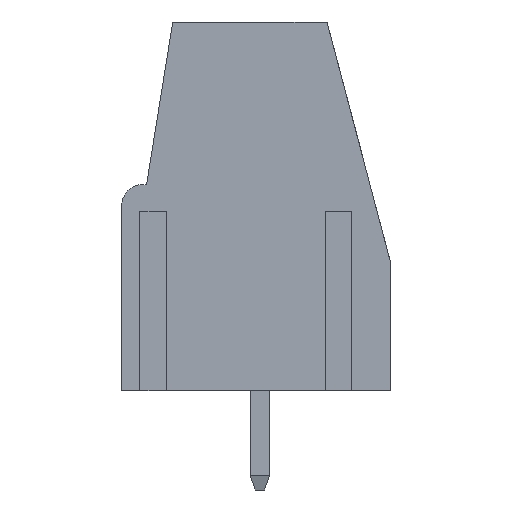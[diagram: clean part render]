
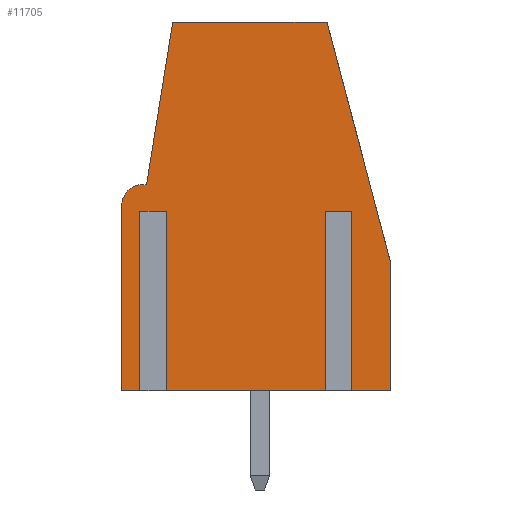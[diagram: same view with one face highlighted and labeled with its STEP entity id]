
A CAD part, left-side view. The second image highlights one B-rep face of the part: STEP entity #11705.
In plain terms, the highlighted planar face has unit normal (-1, 0, 0).
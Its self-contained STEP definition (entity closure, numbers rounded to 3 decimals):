
#81 = ORIENTED_EDGE ( 'NONE', *, *, #6865, .T. ) ;
#90 = CARTESIAN_POINT ( 'NONE',  ( -17.5, 4.6, 6.9 ) ) ;
#205 = DIRECTION ( 'NONE',  ( 0., 0., -1. ) ) ;
#365 = CARTESIAN_POINT ( 'NONE',  ( -17.5, -2.5, 6.9 ) ) ;
#431 = LINE ( 'NONE', #9968, #7943 ) ;
#495 = LINE ( 'NONE', #4159, #11178 ) ;
#585 = CARTESIAN_POINT ( 'NONE',  ( -17.5, 5.3, 0. ) ) ;
#592 = VERTEX_POINT ( 'NONE', #90 ) ;
#679 = AXIS2_PLACEMENT_3D ( 'NONE', #3588, #14322, #5945 ) ;
#786 = ORIENTED_EDGE ( 'NONE', *, *, #13535, .T. ) ;
#1124 = CARTESIAN_POINT ( 'NONE',  ( -17.5, 5.3, 14.15 ) ) ;
#1263 = CARTESIAN_POINT ( 'NONE',  ( -17.5, 5.3, 0. ) ) ;
#1417 = CARTESIAN_POINT ( 'NONE',  ( -17.5, -5., 4.978 ) ) ;
#1443 = VERTEX_POINT ( 'NONE', #13146 ) ;
#1537 = VERTEX_POINT ( 'NONE', #585 ) ;
#1620 = CARTESIAN_POINT ( 'NONE',  ( -17.5, 3.6, 0. ) ) ;
#1684 = VECTOR ( 'NONE', #15152, 1000. ) ;
#1694 = LINE ( 'NONE', #10146, #1684 ) ;
#1723 = CARTESIAN_POINT ( 'NONE',  ( -17.5, -5., 0. ) ) ;
#1788 = CARTESIAN_POINT ( 'NONE',  ( -17.5, 5.3, 14.15 ) ) ;
#1802 = CARTESIAN_POINT ( 'NONE',  ( -17.5, -2.5, 6.9 ) ) ;
#1815 = EDGE_CURVE ( 'NONE', #5164, #2438, #15522, .T. ) ;
#1854 = VERTEX_POINT ( 'NONE', #1417 ) ;
#1969 = VECTOR ( 'NONE', #14941, 1000. ) ;
#2322 = DIRECTION ( 'NONE',  ( 0., 0.255, 0.967 ) ) ;
#2438 = VERTEX_POINT ( 'NONE', #5013 ) ;
#2748 = ORIENTED_EDGE ( 'NONE', *, *, #11568, .F. ) ;
#2807 = ORIENTED_EDGE ( 'NONE', *, *, #13269, .F. ) ;
#2948 = VECTOR ( 'NONE', #4993, 1000. ) ;
#3112 = CIRCLE ( 'NONE', #679, 0.8 ) ;
#3324 = EDGE_CURVE ( 'NONE', #5495, #1537, #12013, .T. ) ;
#3502 = DIRECTION ( 'NONE',  ( 0., 0., -1. ) ) ;
#3533 = CARTESIAN_POINT ( 'NONE',  ( -17.5, -3.5, 6.9 ) ) ;
#3588 = CARTESIAN_POINT ( 'NONE',  ( -17.5, 4.5, 7.113 ) ) ;
#4017 = EDGE_CURVE ( 'NONE', #10865, #5177, #6013, .T. ) ;
#4159 = CARTESIAN_POINT ( 'NONE',  ( -17.5, 5.3, 0. ) ) ;
#4333 = VERTEX_POINT ( 'NONE', #9899 ) ;
#4414 = CARTESIAN_POINT ( 'NONE',  ( -17.5, 4.5, 7.913 ) ) ;
#4817 = EDGE_LOOP ( 'NONE', ( #12139, #81, #12171, #11825, #2807, #8482, #6782, #9176, #786, #11465, #13742, #8867, #14043, #14243, #6514, #2748 ) ) ;
#4925 = CARTESIAN_POINT ( 'NONE',  ( -17.5, -3.5, 0. ) ) ;
#4965 = EDGE_CURVE ( 'NONE', #10865, #5268, #15329, .T. ) ;
#4993 = DIRECTION ( 'NONE',  ( 0., 0., -1. ) ) ;
#5013 = CARTESIAN_POINT ( 'NONE',  ( -17.5, -2.5, 0. ) ) ;
#5154 = DIRECTION ( 'NONE',  ( 0., 1., 0. ) ) ;
#5164 = VERTEX_POINT ( 'NONE', #1620 ) ;
#5177 = VERTEX_POINT ( 'NONE', #5203 ) ;
#5203 = CARTESIAN_POINT ( 'NONE',  ( -17.5, -2.576, 14.15 ) ) ;
#5268 = VERTEX_POINT ( 'NONE', #7370 ) ;
#5291 = DIRECTION ( 'NONE',  ( 0., 1., 0. ) ) ;
#5422 = VERTEX_POINT ( 'NONE', #365 ) ;
#5444 = CARTESIAN_POINT ( 'NONE',  ( -17.5, 3.346, 14.15 ) ) ;
#5451 = DIRECTION ( 'NONE',  ( 0., 0.159, -0.987 ) ) ;
#5495 = VERTEX_POINT ( 'NONE', #9014 ) ;
#5841 = LINE ( 'NONE', #15507, #11462 ) ;
#5899 = EDGE_CURVE ( 'NONE', #4333, #592, #1694, .T. ) ;
#5931 = LINE ( 'NONE', #10738, #12435 ) ;
#5945 = DIRECTION ( 'NONE',  ( 0., 1., 0. ) ) ;
#6013 = LINE ( 'NONE', #9551, #7794 ) ;
#6514 = ORIENTED_EDGE ( 'NONE', *, *, #12380, .T. ) ;
#6566 = FACE_OUTER_BOUND ( 'NONE', #4817, .T. ) ;
#6782 = ORIENTED_EDGE ( 'NONE', *, *, #7438, .T. ) ;
#6865 = EDGE_CURVE ( 'NONE', #4333, #5164, #11047, .T. ) ;
#6957 = EDGE_CURVE ( 'NONE', #5422, #2438, #8676, .T. ) ;
#7034 = DIRECTION ( 'NONE',  ( 0., -1., 0. ) ) ;
#7173 = CARTESIAN_POINT ( 'NONE',  ( -17.5, -3.5, 6.9 ) ) ;
#7370 = CARTESIAN_POINT ( 'NONE',  ( -17.5, 4.347, 7.913 ) ) ;
#7377 = CARTESIAN_POINT ( 'NONE',  ( -17.5, -5., 14.15 ) ) ;
#7438 = EDGE_CURVE ( 'NONE', #10148, #7671, #431, .T. ) ;
#7649 = DIRECTION ( 'NONE',  ( 1., 0., 0. ) ) ;
#7671 = VERTEX_POINT ( 'NONE', #1723 ) ;
#7794 = VECTOR ( 'NONE', #11980, 1000. ) ;
#7943 = VECTOR ( 'NONE', #8393, 1000. ) ;
#8051 = VECTOR ( 'NONE', #12110, 1000. ) ;
#8219 = EDGE_CURVE ( 'NONE', #13506, #10148, #14338, .T. ) ;
#8294 = VECTOR ( 'NONE', #205, 1000. ) ;
#8393 = DIRECTION ( 'NONE',  ( 0., -1., 0. ) ) ;
#8482 = ORIENTED_EDGE ( 'NONE', *, *, #8219, .T. ) ;
#8676 = LINE ( 'NONE', #13512, #1969 ) ;
#8867 = ORIENTED_EDGE ( 'NONE', *, *, #12076, .T. ) ;
#9014 = CARTESIAN_POINT ( 'NONE',  ( -17.5, 5.3, 7.113 ) ) ;
#9176 = ORIENTED_EDGE ( 'NONE', *, *, #15389, .F. ) ;
#9417 = VECTOR ( 'NONE', #14028, 1000. ) ;
#9551 = CARTESIAN_POINT ( 'NONE',  ( -17.5, 5.3, 14.15 ) ) ;
#9720 = DIRECTION ( 'NONE',  ( 0., 0., -1. ) ) ;
#9899 = CARTESIAN_POINT ( 'NONE',  ( -17.5, 3.6, 6.9 ) ) ;
#9968 = CARTESIAN_POINT ( 'NONE',  ( -17.5, 5.3, 0. ) ) ;
#10146 = CARTESIAN_POINT ( 'NONE',  ( -17.5, 4.6, 6.9 ) ) ;
#10148 = VERTEX_POINT ( 'NONE', #4925 ) ;
#10474 = CARTESIAN_POINT ( 'NONE',  ( -17.5, 4.347, 7.913 ) ) ;
#10738 = CARTESIAN_POINT ( 'NONE',  ( -17.5, 4.6, 6.9 ) ) ;
#10771 = VECTOR ( 'NONE', #7034, 1000. ) ;
#10865 = VERTEX_POINT ( 'NONE', #5444 ) ;
#11047 = LINE ( 'NONE', #13285, #2948 ) ;
#11178 = VECTOR ( 'NONE', #14868, 1000. ) ;
#11462 = VECTOR ( 'NONE', #2322, 1000. ) ;
#11465 = ORIENTED_EDGE ( 'NONE', *, *, #4017, .F. ) ;
#11568 = EDGE_CURVE ( 'NONE', #592, #15237, #5931, .T. ) ;
#11705 = ADVANCED_FACE ( 'NONE', ( #6566 ), #12612, .F. ) ;
#11825 = ORIENTED_EDGE ( 'NONE', *, *, #6957, .F. ) ;
#11980 = DIRECTION ( 'NONE',  ( 0., -1., 0. ) ) ;
#12013 = LINE ( 'NONE', #1124, #8294 ) ;
#12076 = EDGE_CURVE ( 'NONE', #5268, #1443, #15226, .T. ) ;
#12110 = DIRECTION ( 'NONE',  ( 0., 0., -1. ) ) ;
#12139 = ORIENTED_EDGE ( 'NONE', *, *, #5899, .F. ) ;
#12171 = ORIENTED_EDGE ( 'NONE', *, *, #1815, .T. ) ;
#12241 = EDGE_CURVE ( 'NONE', #1443, #5495, #3112, .T. ) ;
#12321 = LINE ( 'NONE', #1802, #15532 ) ;
#12380 = EDGE_CURVE ( 'NONE', #1537, #15237, #495, .T. ) ;
#12435 = VECTOR ( 'NONE', #3502, 1000. ) ;
#12482 = VECTOR ( 'NONE', #9720, 1000. ) ;
#12612 = PLANE ( 'NONE',  #14996 ) ;
#13146 = CARTESIAN_POINT ( 'NONE',  ( -17.5, 4.5, 7.913 ) ) ;
#13269 = EDGE_CURVE ( 'NONE', #13506, #5422, #12321, .T. ) ;
#13285 = CARTESIAN_POINT ( 'NONE',  ( -17.5, 3.6, 6.9 ) ) ;
#13506 = VERTEX_POINT ( 'NONE', #7173 ) ;
#13512 = CARTESIAN_POINT ( 'NONE',  ( -17.5, -2.5, 6.9 ) ) ;
#13535 = EDGE_CURVE ( 'NONE', #1854, #5177, #5841, .T. ) ;
#13558 = LINE ( 'NONE', #7377, #8051 ) ;
#13742 = ORIENTED_EDGE ( 'NONE', *, *, #4965, .T. ) ;
#14027 = CARTESIAN_POINT ( 'NONE',  ( -17.5, 4.6, 0. ) ) ;
#14028 = DIRECTION ( 'NONE',  ( 0., 1., 0. ) ) ;
#14043 = ORIENTED_EDGE ( 'NONE', *, *, #12241, .T. ) ;
#14243 = ORIENTED_EDGE ( 'NONE', *, *, #3324, .T. ) ;
#14322 = DIRECTION ( 'NONE',  ( -1., 0., 0. ) ) ;
#14338 = LINE ( 'NONE', #3533, #12482 ) ;
#14448 = VECTOR ( 'NONE', #5451, 1000. ) ;
#14868 = DIRECTION ( 'NONE',  ( 0., -1., 0. ) ) ;
#14941 = DIRECTION ( 'NONE',  ( 0., 0., -1. ) ) ;
#14996 = AXIS2_PLACEMENT_3D ( 'NONE', #1788, #7649, #5291 ) ;
#15152 = DIRECTION ( 'NONE',  ( 0., 1., 0. ) ) ;
#15226 = LINE ( 'NONE', #4414, #9417 ) ;
#15237 = VERTEX_POINT ( 'NONE', #14027 ) ;
#15329 = LINE ( 'NONE', #10474, #14448 ) ;
#15389 = EDGE_CURVE ( 'NONE', #1854, #7671, #13558, .T. ) ;
#15507 = CARTESIAN_POINT ( 'NONE',  ( -17.5, -5., 4.978 ) ) ;
#15522 = LINE ( 'NONE', #1263, #10771 ) ;
#15532 = VECTOR ( 'NONE', #5154, 1000. ) ;
